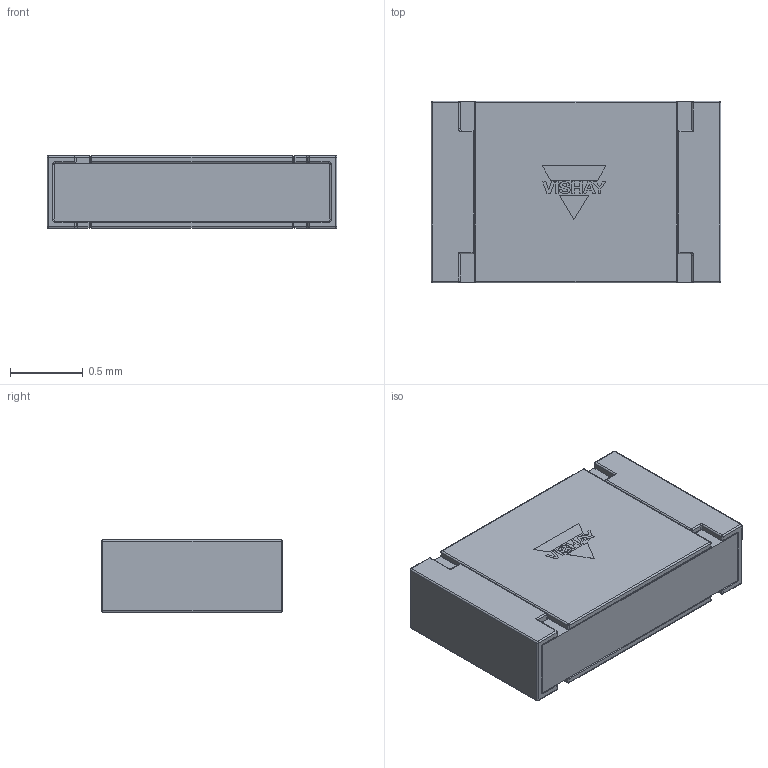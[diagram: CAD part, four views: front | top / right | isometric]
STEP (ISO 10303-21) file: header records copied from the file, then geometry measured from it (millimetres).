
FILE_DESCRIPTION(/* description */ (''),/* implementation_level */ '2;1');
FILE_NAME(/* name */ '0805.stp',/* time_stamp */ '2020-05-28T17:22:21+02:00',/* author */ ('khaled'),/* organization */ (''),/* preprocessor_version */ 'ST-DEVELOPER v17.2',/* originating_system */ 'Autodesk Inventor 2019',/* authorisation */ '');
FILE_SCHEMA (('AUTOMOTIVE_DESIGN { 1 0 10303 214 3 1 1 }'));
Length unit declared in the file: millimetre
Products named in the file (5): 0805; body; pad; top; Vishay
Assembly tree (6 placements, depth 2):
  0805
    body
    pad  x2
    top  x2
    Vishay
Bounding box: 2 x 1.25 x 0.5 mm (x, y, z)
Volume: 1.2 mm3; surface area: 19.9 mm2
Topology: 13 solids, 13 shells, 316 faces, 676 edges, 386 vertices
Faces by surface type: plane 124, cylinder 112, sphere 48, torus 20, bspline 12
Entity records: 5710 total; most frequent: CARTESIAN_POINT 1075, DIRECTION 938, ORIENTED_EDGE 886, EDGE_CURVE 443, AXIS2_PLACEMENT_3D 318, LINE 302, VECTOR 302, VERTEX_POINT 263
